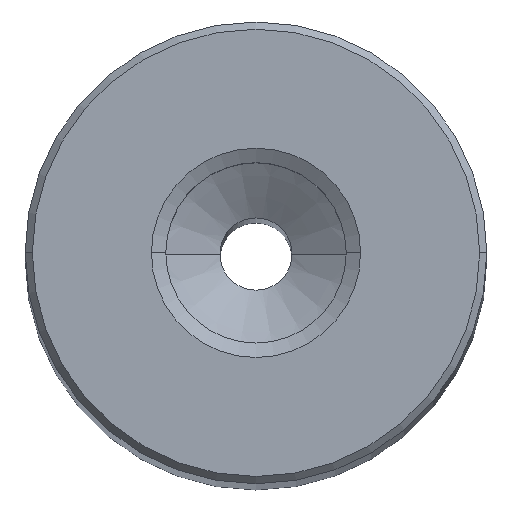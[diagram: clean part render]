
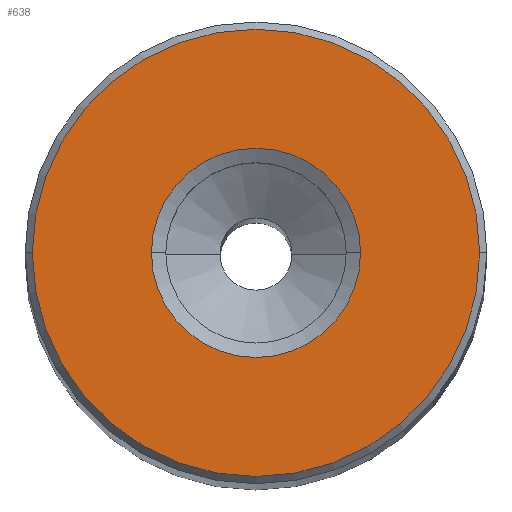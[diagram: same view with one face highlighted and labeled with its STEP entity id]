
A CAD part, top view. The second image highlights one B-rep face of the part: STEP entity #638.
In plain terms, the highlighted planar face has unit normal (0, 0, 1).
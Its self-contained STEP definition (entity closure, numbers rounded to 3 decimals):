
#12 = EDGE_LOOP ( 'NONE', ( #410, #170 ) ) ;
#20 = CIRCLE ( 'NONE', #466, 7.25 ) ;
#21 = CARTESIAN_POINT ( 'NONE',  ( 0., 0., 250. ) ) ;
#36 = VERTEX_POINT ( 'NONE', #598 ) ;
#69 = DIRECTION ( 'NONE',  ( 1., 0., 0. ) ) ;
#87 = CIRCLE ( 'NONE', #200, 15.5 ) ;
#135 = FACE_BOUND ( 'NONE', #474, .T. ) ;
#170 = ORIENTED_EDGE ( 'NONE', *, *, #192, .T. ) ;
#187 = DIRECTION ( 'NONE',  ( 0., 0., 1. ) ) ;
#192 = EDGE_CURVE ( 'NONE', #36, #407, #541, .T. ) ;
#195 = DIRECTION ( 'NONE',  ( 1., 0., 0. ) ) ;
#200 = AXIS2_PLACEMENT_3D ( 'NONE', #606, #277, #666 ) ;
#220 = ORIENTED_EDGE ( 'NONE', *, *, #699, .T. ) ;
#246 = CARTESIAN_POINT ( 'NONE',  ( 0., 0., 250. ) ) ;
#276 = DIRECTION ( 'NONE',  ( 0., 0., -1. ) ) ;
#277 = DIRECTION ( 'NONE',  ( 0., 0., 1. ) ) ;
#312 = AXIS2_PLACEMENT_3D ( 'NONE', #21, #382, #69 ) ;
#382 = DIRECTION ( 'NONE',  ( 0., 0., -1. ) ) ;
#396 = CARTESIAN_POINT ( 'NONE',  ( -7.25, 0., 250. ) ) ;
#407 = VERTEX_POINT ( 'NONE', #705 ) ;
#410 = ORIENTED_EDGE ( 'NONE', *, *, #580, .T. ) ;
#424 = FACE_OUTER_BOUND ( 'NONE', #12, .T. ) ;
#454 = PLANE ( 'NONE',  #501 ) ;
#466 = AXIS2_PLACEMENT_3D ( 'NONE', #605, #276, #665 ) ;
#474 = EDGE_LOOP ( 'NONE', ( #687, #220 ) ) ;
#501 = AXIS2_PLACEMENT_3D ( 'NONE', #508, #187, #563 ) ;
#508 = CARTESIAN_POINT ( 'NONE',  ( 0., 0., 250. ) ) ;
#541 = CIRCLE ( 'NONE', #657, 15.5 ) ;
#563 = DIRECTION ( 'NONE',  ( 1., 0., 0. ) ) ;
#580 = EDGE_CURVE ( 'NONE', #407, #36, #87, .T. ) ;
#598 = CARTESIAN_POINT ( 'NONE',  ( 15.5, 0., 250. ) ) ;
#605 = CARTESIAN_POINT ( 'NONE',  ( 0., 0., 250. ) ) ;
#606 = CARTESIAN_POINT ( 'NONE',  ( 0., 0., 250. ) ) ;
#621 = CARTESIAN_POINT ( 'NONE',  ( 7.25, 0., 250. ) ) ;
#633 = DIRECTION ( 'NONE',  ( 0., 0., 1. ) ) ;
#637 = VERTEX_POINT ( 'NONE', #621 ) ;
#638 = ADVANCED_FACE ( 'NONE', ( #424, #135 ), #454, .T. ) ;
#641 = VERTEX_POINT ( 'NONE', #396 ) ;
#657 = AXIS2_PLACEMENT_3D ( 'NONE', #246, #633, #195 ) ;
#665 = DIRECTION ( 'NONE',  ( 1., 0., 0. ) ) ;
#666 = DIRECTION ( 'NONE',  ( 1., 0., 0. ) ) ;
#669 = EDGE_CURVE ( 'NONE', #637, #641, #20, .T. ) ;
#687 = ORIENTED_EDGE ( 'NONE', *, *, #669, .T. ) ;
#688 = CIRCLE ( 'NONE', #312, 7.25 ) ;
#699 = EDGE_CURVE ( 'NONE', #641, #637, #688, .T. ) ;
#705 = CARTESIAN_POINT ( 'NONE',  ( -15.5, 0., 250. ) ) ;
